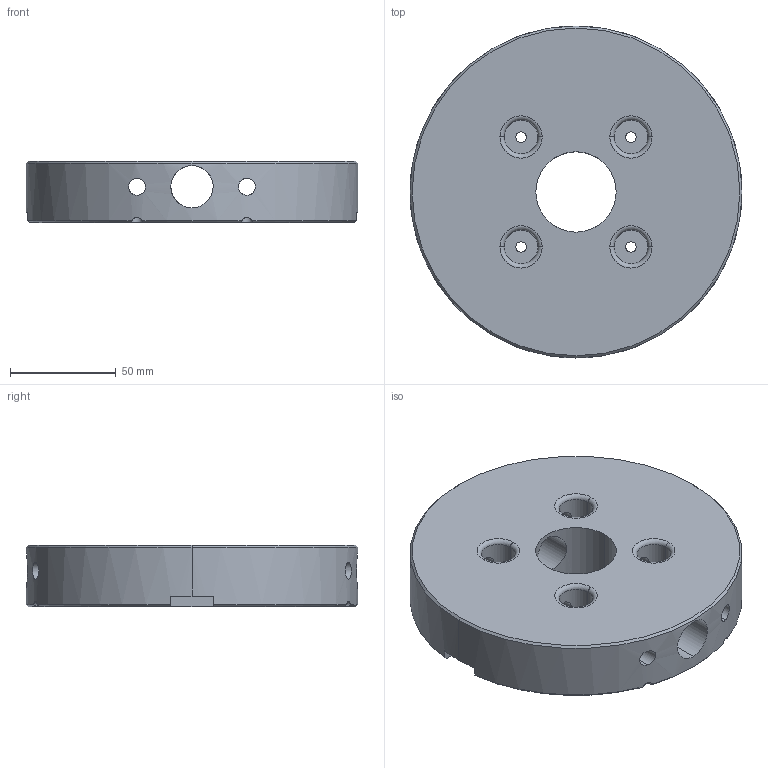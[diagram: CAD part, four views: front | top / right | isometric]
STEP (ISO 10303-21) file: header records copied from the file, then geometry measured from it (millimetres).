
FILE_DESCRIPTION (( 'STEP AP203' ), '1' );
FILE_NAME ('SF-M-52X52-8009.STEP', '2025-03-13T09:00:37', ( '微软用户' ), ( '微软中国' ), 'SwSTEP 2.0', 'SolidWorks 2016', '' );
FILE_SCHEMA (( 'CONFIG_CONTROL_DESIGN' ));
Length unit declared in the file: millimetre
Products named in the file (1): SF-M-52X52-8009
Bounding box: 157 x 157 x 29 mm (x, y, z)
Volume: 451966.3 mm3; surface area: 70984.7 mm2
Topology: 1 solids, 1 shells, 72 faces, 192 edges, 122 vertices
Faces by surface type: cylinder 42, plane 14, torus 8, cone 8
Entity records: 3587 total; most frequent: CARTESIAN_POINT 1723, ORIENTED_EDGE 384, DIRECTION 350, EDGE_CURVE 192, AXIS2_PLACEMENT_3D 141, VERTEX_POINT 122, EDGE_LOOP 98, ADVANCED_FACE 72
